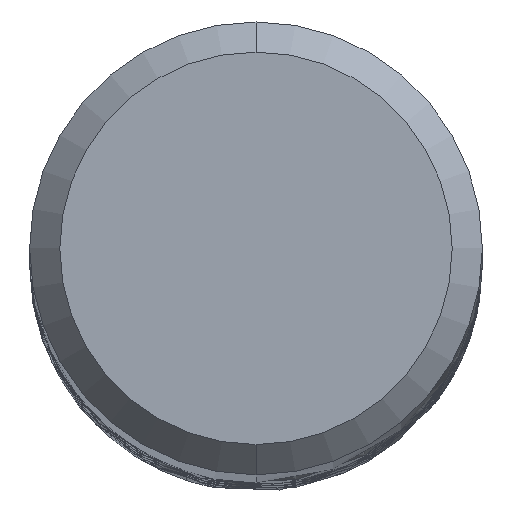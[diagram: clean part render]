
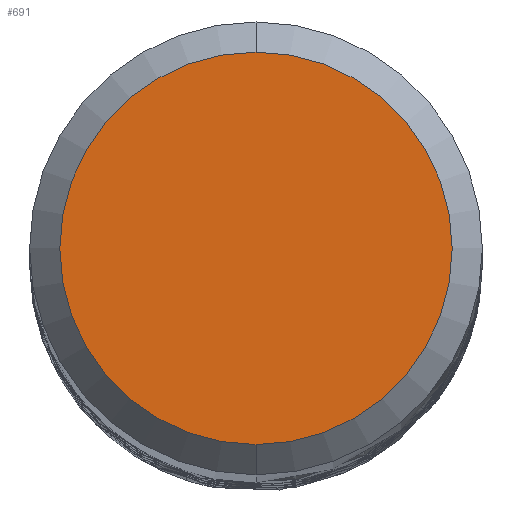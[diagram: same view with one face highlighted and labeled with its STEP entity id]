
A CAD part, top view. The second image highlights one B-rep face of the part: STEP entity #691.
In plain terms, the highlighted planar face has unit normal (0, 0, 1).
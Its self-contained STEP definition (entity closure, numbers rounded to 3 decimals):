
#491=VERTEX_POINT('',#1116);
#523=EDGE_CURVE('',#491,#817,#1150,.T.);
#691=ADVANCED_FACE('',(#1330),#1331,.T.);
#817=VERTEX_POINT('',#1470);
#899=EDGE_CURVE('',#817,#491,#1560,.T.);
#1116=CARTESIAN_POINT('',(0.,-2.6,0.0));
#1150=CIRCLE('',#2851,2.6);
#1330=FACE_OUTER_BOUND('',#5154,.T.);
#1331=PLANE('',#5155);
#1470=CARTESIAN_POINT('',(0.0,2.6,0.0));
#1560=CIRCLE('',#9379,2.6);
#2851=AXIS2_PLACEMENT_3D('',#10980,#10981,#10982);
#5154=EDGE_LOOP('',(#11141,#11142));
#5155=AXIS2_PLACEMENT_3D('',#11143,#11144,#11145);
#9379=AXIS2_PLACEMENT_3D('',#11403,#11404,#11405);
#10980=CARTESIAN_POINT('',(0.0,0.0,0.0));
#10981=DIRECTION('',(0.0,0.0,-1.0));
#10982=DIRECTION('',(0.0,1.0,0.0));
#11141=ORIENTED_EDGE('',*,*,#899,.F.);
#11142=ORIENTED_EDGE('',*,*,#523,.F.);
#11143=CARTESIAN_POINT('',(0.0,1.3,0.0));
#11144=DIRECTION('',(-0.0,0.0,1.0));
#11145=DIRECTION('',(0.0,-1.0,0.0));
#11403=CARTESIAN_POINT('',(0.0,0.0,0.0));
#11404=DIRECTION('',(0.0,0.0,-1.0));
#11405=DIRECTION('',(0.0,1.0,0.0));
